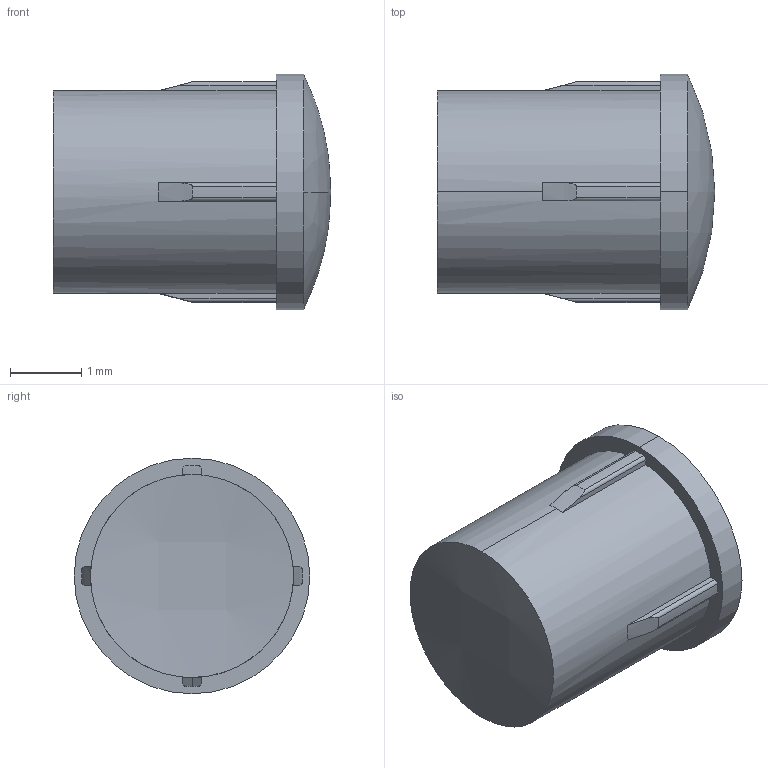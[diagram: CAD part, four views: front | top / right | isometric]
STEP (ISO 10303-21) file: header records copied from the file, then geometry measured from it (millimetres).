
FILE_DESCRIPTION (( 'STEP AP203' ), '1' );
FILE_NAME ('LFB012CTP.STEP', '2023-04-12T21:14:47', ( '' ), ( '' ), 'SwSTEP 2.0', 'SolidWorks 2022', '' );
FILE_SCHEMA (( 'CONFIG_CONTROL_DESIGN' ));
Length unit declared in the file: inch
Products named in the file (1): LFB012CTP
Bounding box: 3.89 x 3.3 x 3.3 mm (x, y, z)
Volume: 24.7 mm3; surface area: 50.7 mm2
Topology: 1 solids, 1 shells, 34 faces, 91 edges, 60 vertices
Faces by surface type: cylinder 17, plane 9, cone 5, bspline 3
Entity records: 1311 total; most frequent: CARTESIAN_POINT 392, ORIENTED_EDGE 182, DIRECTION 172, EDGE_CURVE 91, AXIS2_PLACEMENT_3D 67, VERTEX_POINT 60, VECTOR 38, LINE 38
